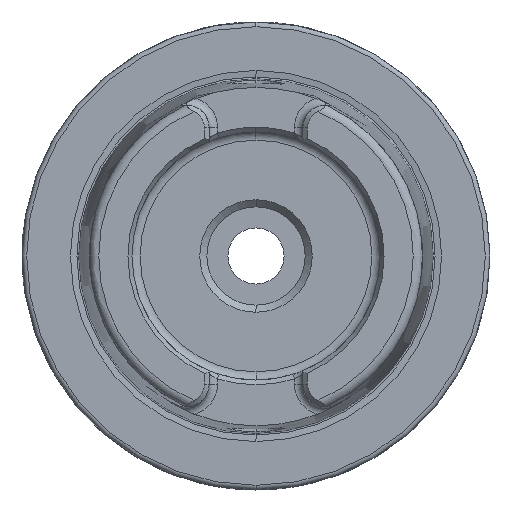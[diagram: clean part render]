
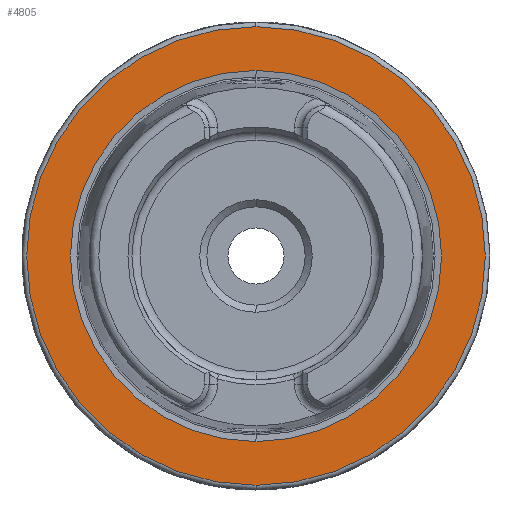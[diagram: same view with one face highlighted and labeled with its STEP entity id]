
A CAD part, left-side view. The second image highlights one B-rep face of the part: STEP entity #4805.
In plain terms, the highlighted planar face has unit normal (-1, 0, 0).
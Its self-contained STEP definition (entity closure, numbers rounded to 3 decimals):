
#115 = ORIENTED_EDGE ( 'NONE', *, *, #4845, .T. ) ;
#205 = CARTESIAN_POINT ( 'NONE',  ( 0., 0., 0. ) ) ;
#882 = DIRECTION ( 'NONE',  ( 0., 0., -1. ) ) ;
#1122 = VERTEX_POINT ( 'NONE', #6276 ) ;
#1311 = EDGE_CURVE ( 'NONE', #1122, #3351, #4926, .T. ) ;
#1338 = CARTESIAN_POINT ( 'NONE',  ( 0., 0., 0. ) ) ;
#1388 = EDGE_CURVE ( 'NONE', #3351, #1122, #2717, .T. ) ;
#1456 = PLANE ( 'NONE',  #6069 ) ;
#2015 = DIRECTION ( 'NONE',  ( 0., 0., -1. ) ) ;
#2717 = CIRCLE ( 'NONE', #6690, 49. ) ;
#2765 = CARTESIAN_POINT ( 'NONE',  ( 0., 0., 0. ) ) ;
#2873 = DIRECTION ( 'NONE',  ( -1., 0., 0. ) ) ;
#3088 = AXIS2_PLACEMENT_3D ( 'NONE', #1338, #6062, #2015 ) ;
#3152 = DIRECTION ( 'NONE',  ( 1., 0., 0. ) ) ;
#3351 = VERTEX_POINT ( 'NONE', #8444 ) ;
#3438 = DIRECTION ( 'NONE',  ( 0., 0., -1. ) ) ;
#3492 = VERTEX_POINT ( 'NONE', #6573 ) ;
#3504 = EDGE_LOOP ( 'NONE', ( #3905, #4822 ) ) ;
#3709 = FACE_OUTER_BOUND ( 'NONE', #3504, .T. ) ;
#3905 = ORIENTED_EDGE ( 'NONE', *, *, #1311, .F. ) ;
#4145 = FACE_BOUND ( 'NONE', #4298, .T. ) ;
#4298 = EDGE_LOOP ( 'NONE', ( #115, #4759 ) ) ;
#4759 = ORIENTED_EDGE ( 'NONE', *, *, #7510, .T. ) ;
#4762 = CIRCLE ( 'NONE', #7723, 39.647 ) ;
#4805 = ADVANCED_FACE ( 'NONE', ( #4145, #3709 ), #1456, .T. ) ;
#4822 = ORIENTED_EDGE ( 'NONE', *, *, #1388, .F. ) ;
#4845 = EDGE_CURVE ( 'NONE', #5977, #3492, #5303, .T. ) ;
#4925 = DIRECTION ( 'NONE',  ( 1., 0., 0. ) ) ;
#4926 = CIRCLE ( 'NONE', #3088, 49. ) ;
#5303 = CIRCLE ( 'NONE', #6505, 39.647 ) ;
#5928 = CARTESIAN_POINT ( 'NONE',  ( 0., 0., 39.647 ) ) ;
#5977 = VERTEX_POINT ( 'NONE', #5928 ) ;
#6062 = DIRECTION ( 'NONE',  ( 1., 0., 0. ) ) ;
#6069 = AXIS2_PLACEMENT_3D ( 'NONE', #6198, #2873, #7561 ) ;
#6198 = CARTESIAN_POINT ( 'NONE',  ( 0., 39.647, 0. ) ) ;
#6276 = CARTESIAN_POINT ( 'NONE',  ( 0., 0., -49. ) ) ;
#6505 = AXIS2_PLACEMENT_3D ( 'NONE', #205, #4925, #882 ) ;
#6573 = CARTESIAN_POINT ( 'NONE',  ( 0., 0., -39.647 ) ) ;
#6690 = AXIS2_PLACEMENT_3D ( 'NONE', #2765, #7455, #3438 ) ;
#7177 = CARTESIAN_POINT ( 'NONE',  ( 0., 0., 0. ) ) ;
#7455 = DIRECTION ( 'NONE',  ( 1., 0., 0. ) ) ;
#7510 = EDGE_CURVE ( 'NONE', #3492, #5977, #4762, .T. ) ;
#7561 = DIRECTION ( 'NONE',  ( 0., 0., 1. ) ) ;
#7723 = AXIS2_PLACEMENT_3D ( 'NONE', #7177, #3152, #7840 ) ;
#7840 = DIRECTION ( 'NONE',  ( 0., 0., -1. ) ) ;
#8444 = CARTESIAN_POINT ( 'NONE',  ( 0., 0., 49. ) ) ;
